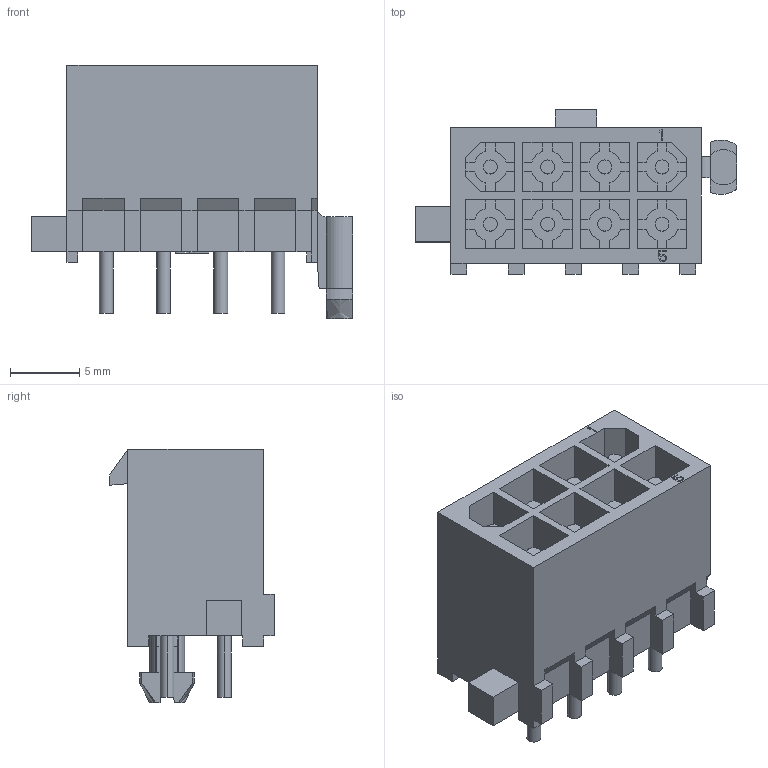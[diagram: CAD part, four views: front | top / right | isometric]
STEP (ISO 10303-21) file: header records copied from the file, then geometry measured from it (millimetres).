
FILE_DESCRIPTION((''),'2;1');
FILE_NAME('TYCO_1-794065-0.stp','2009-04-30T15:59:09',(''),(''),'Mechanical Desktop 2006','Mechanical Desktop 2006',', , ');
FILE_SCHEMA(('AUTOMOTIVE_DESIGN { 1 2 10303 214 0 1 1 1 }'));
Length unit declared in the file: millimetre
Products named in the file (1): Product
Bounding box: 23.27 x 11.89 x 18.31 mm (x, y, z)
Volume: 1542.4 mm3; surface area: 2838.9 mm2
Topology: 9 solids, 9 shells, 403 faces, 1078 edges, 716 vertices
Faces by surface type: plane 326, cylinder 73, bspline 4
Entity records: 12562 total; most frequent: CARTESIAN_POINT 2300, ORIENTED_EDGE 2156, DIRECTION 2022, EDGE_CURVE 1078, VECTOR 926, LINE 926, VERTEX_POINT 716, AXIS2_PLACEMENT_3D 548
